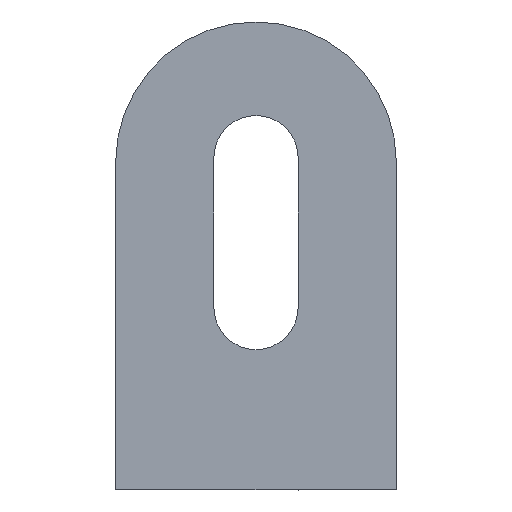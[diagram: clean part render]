
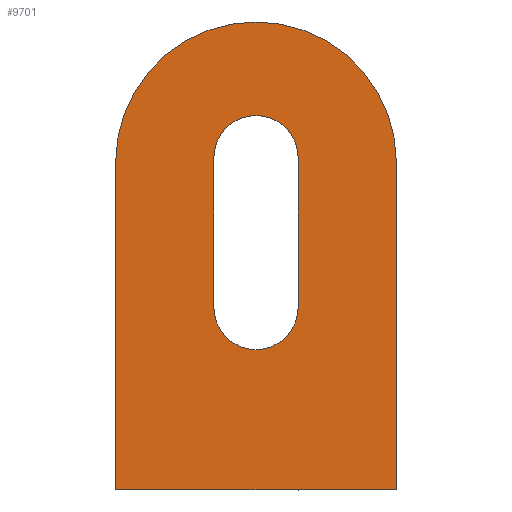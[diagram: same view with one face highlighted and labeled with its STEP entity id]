
A CAD part, left-side view. The second image highlights one B-rep face of the part: STEP entity #9701.
In plain terms, the highlighted planar face has unit normal (-1, 0, 0).
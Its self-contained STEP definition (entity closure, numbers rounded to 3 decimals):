
#279 = EDGE_CURVE ( 'NONE', #7317, #7735, #4635, .T. ) ;
#390 = EDGE_CURVE ( 'NONE', #7099, #9268, #4754, .T. ) ;
#725 = CIRCLE ( 'NONE', #8902, 15. ) ;
#861 = DIRECTION ( 'NONE',  ( 0., 0., -1. ) ) ;
#891 = EDGE_LOOP ( 'NONE', ( #3122, #6993, #6903, #2641, #8623 ) ) ;
#942 = CARTESIAN_POINT ( 'NONE',  ( -3., -15., 0. ) ) ;
#1046 = CIRCLE ( 'NONE', #9513, 4.5 ) ;
#1056 = CARTESIAN_POINT ( 'NONE',  ( -3., 15., 35. ) ) ;
#1150 = VERTEX_POINT ( 'NONE', #7550 ) ;
#1217 = ORIENTED_EDGE ( 'NONE', *, *, #6041, .T. ) ;
#1247 = CARTESIAN_POINT ( 'NONE',  ( -3., 0., 50. ) ) ;
#1287 = FACE_BOUND ( 'NONE', #1903, .T. ) ;
#1454 = ORIENTED_EDGE ( 'NONE', *, *, #8123, .T. ) ;
#1505 = ORIENTED_EDGE ( 'NONE', *, *, #9319, .T. ) ;
#1798 = CARTESIAN_POINT ( 'NONE',  ( -3., 0., 19.5 ) ) ;
#1903 = EDGE_LOOP ( 'NONE', ( #1505, #1217, #6978, #1454, #2610 ) ) ;
#2021 = DIRECTION ( 'NONE',  ( 1., 0., 0. ) ) ;
#2335 = DIRECTION ( 'NONE',  ( 0., 0., -1. ) ) ;
#2387 = EDGE_CURVE ( 'NONE', #1150, #7099, #4500, .T. ) ;
#2444 = AXIS2_PLACEMENT_3D ( 'NONE', #5136, #6813, #9331 ) ;
#2452 = DIRECTION ( 'NONE',  ( 0., 0., 1. ) ) ;
#2610 = ORIENTED_EDGE ( 'NONE', *, *, #4080, .T. ) ;
#2641 = ORIENTED_EDGE ( 'NONE', *, *, #3212, .T. ) ;
#2909 = CARTESIAN_POINT ( 'NONE',  ( -3., 0., 35. ) ) ;
#3038 = VECTOR ( 'NONE', #8510, 1000. ) ;
#3119 = VERTEX_POINT ( 'NONE', #3787 ) ;
#3122 = ORIENTED_EDGE ( 'NONE', *, *, #390, .T. ) ;
#3212 = EDGE_CURVE ( 'NONE', #3223, #1150, #6679, .T. ) ;
#3223 = VERTEX_POINT ( 'NONE', #4854 ) ;
#3481 = DIRECTION ( 'NONE',  ( 1., 0., 0. ) ) ;
#3705 = FACE_OUTER_BOUND ( 'NONE', #891, .T. ) ;
#3787 = CARTESIAN_POINT ( 'NONE',  ( -3., 4.5, 19.5 ) ) ;
#3837 = DIRECTION ( 'NONE',  ( 1., 0., 0. ) ) ;
#3996 = CARTESIAN_POINT ( 'NONE',  ( -3., 15., 0. ) ) ;
#4080 = EDGE_CURVE ( 'NONE', #3119, #7845, #5376, .T. ) ;
#4195 = LINE ( 'NONE', #5952, #3038 ) ;
#4500 = LINE ( 'NONE', #942, #8079 ) ;
#4635 = CIRCLE ( 'NONE', #6148, 4.5 ) ;
#4754 = CIRCLE ( 'NONE', #2444, 15. ) ;
#4815 = DIRECTION ( 'NONE',  ( -1., 0., 0. ) ) ;
#4854 = CARTESIAN_POINT ( 'NONE',  ( -3., 15., 0. ) ) ;
#4885 = CARTESIAN_POINT ( 'NONE',  ( -3., 0., 35. ) ) ;
#5076 = LINE ( 'NONE', #8907, #6614 ) ;
#5082 = VERTEX_POINT ( 'NONE', #1056 ) ;
#5136 = CARTESIAN_POINT ( 'NONE',  ( -3., 0., 35. ) ) ;
#5352 = CARTESIAN_POINT ( 'NONE',  ( -3., 4.5, 35.5 ) ) ;
#5376 = LINE ( 'NONE', #5352, #9490 ) ;
#5574 = DIRECTION ( 'NONE',  ( 0., -1., 0. ) ) ;
#5952 = CARTESIAN_POINT ( 'NONE',  ( -3., -4.5, 35.5 ) ) ;
#6041 = EDGE_CURVE ( 'NONE', #6822, #7317, #4195, .T. ) ;
#6131 = CARTESIAN_POINT ( 'NONE',  ( -3., -4.5, 35.5 ) ) ;
#6148 = AXIS2_PLACEMENT_3D ( 'NONE', #1798, #3481, #7420 ) ;
#6307 = DIRECTION ( 'NONE',  ( 0., 0., 1. ) ) ;
#6461 = CARTESIAN_POINT ( 'NONE',  ( -3., 4.5, 35.5 ) ) ;
#6614 = VECTOR ( 'NONE', #861, 1000. ) ;
#6679 = LINE ( 'NONE', #3996, #8066 ) ;
#6813 = DIRECTION ( 'NONE',  ( -1., 0., 0. ) ) ;
#6822 = VERTEX_POINT ( 'NONE', #6131 ) ;
#6903 = ORIENTED_EDGE ( 'NONE', *, *, #10585, .T. ) ;
#6978 = ORIENTED_EDGE ( 'NONE', *, *, #279, .T. ) ;
#6993 = ORIENTED_EDGE ( 'NONE', *, *, #10166, .T. ) ;
#7099 = VERTEX_POINT ( 'NONE', #7664 ) ;
#7243 = CARTESIAN_POINT ( 'NONE',  ( -3., 0., 35.5 ) ) ;
#7317 = VERTEX_POINT ( 'NONE', #8861 ) ;
#7420 = DIRECTION ( 'NONE',  ( 0., 0., -1. ) ) ;
#7550 = CARTESIAN_POINT ( 'NONE',  ( -3., -15., 0. ) ) ;
#7664 = CARTESIAN_POINT ( 'NONE',  ( -3., -15., 35. ) ) ;
#7735 = VERTEX_POINT ( 'NONE', #7788 ) ;
#7755 = DIRECTION ( 'NONE',  ( 0., 0., -1. ) ) ;
#7788 = CARTESIAN_POINT ( 'NONE',  ( -3., 0., 15. ) ) ;
#7845 = VERTEX_POINT ( 'NONE', #6461 ) ;
#8066 = VECTOR ( 'NONE', #5574, 1000. ) ;
#8079 = VECTOR ( 'NONE', #9024, 1000. ) ;
#8123 = EDGE_CURVE ( 'NONE', #7735, #3119, #1046, .T. ) ;
#8176 = CIRCLE ( 'NONE', #10084, 4.5 ) ;
#8463 = CARTESIAN_POINT ( 'NONE',  ( -3., 0., 19.5 ) ) ;
#8510 = DIRECTION ( 'NONE',  ( 0., 0., -1. ) ) ;
#8623 = ORIENTED_EDGE ( 'NONE', *, *, #2387, .T. ) ;
#8701 = DIRECTION ( 'NONE',  ( -1., 0., 0. ) ) ;
#8861 = CARTESIAN_POINT ( 'NONE',  ( -3., -4.5, 19.5 ) ) ;
#8902 = AXIS2_PLACEMENT_3D ( 'NONE', #4885, #4815, #2452 ) ;
#8907 = CARTESIAN_POINT ( 'NONE',  ( -3., 15., 35. ) ) ;
#9024 = DIRECTION ( 'NONE',  ( 0., 0., 1. ) ) ;
#9098 = AXIS2_PLACEMENT_3D ( 'NONE', #2909, #8701, #6307 ) ;
#9268 = VERTEX_POINT ( 'NONE', #1247 ) ;
#9319 = EDGE_CURVE ( 'NONE', #7845, #6822, #8176, .T. ) ;
#9331 = DIRECTION ( 'NONE',  ( 0., 0., 1. ) ) ;
#9418 = DIRECTION ( 'NONE',  ( 0., 0., 1. ) ) ;
#9490 = VECTOR ( 'NONE', #9418, 1000. ) ;
#9513 = AXIS2_PLACEMENT_3D ( 'NONE', #8463, #2021, #7755 ) ;
#9577 = PLANE ( 'NONE',  #9098 ) ;
#9701 = ADVANCED_FACE ( 'NONE', ( #1287, #3705 ), #9577, .T. ) ;
#10084 = AXIS2_PLACEMENT_3D ( 'NONE', #7243, #3837, #2335 ) ;
#10166 = EDGE_CURVE ( 'NONE', #9268, #5082, #725, .T. ) ;
#10585 = EDGE_CURVE ( 'NONE', #5082, #3223, #5076, .T. ) ;
